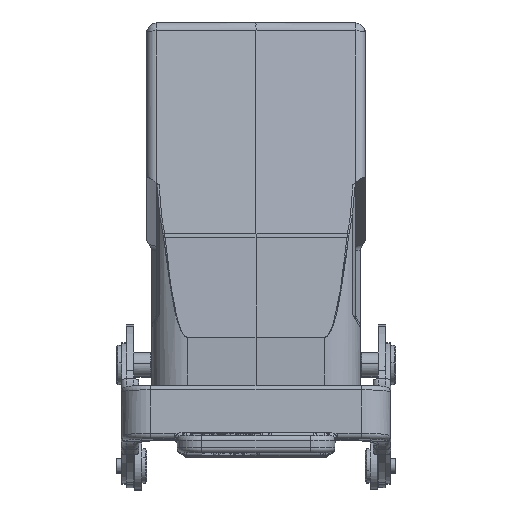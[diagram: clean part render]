
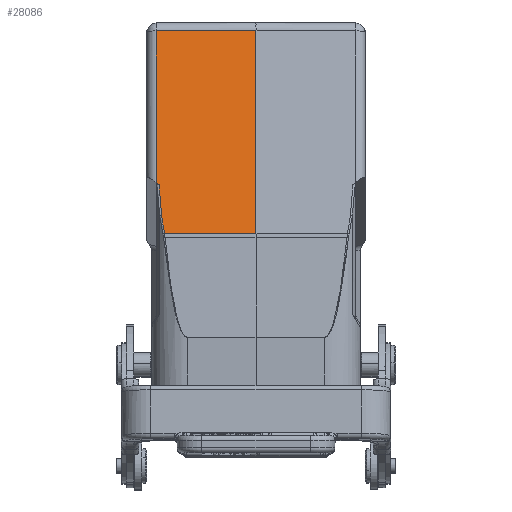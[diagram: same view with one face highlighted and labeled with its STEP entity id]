
A CAD part, top view. The second image highlights one B-rep face of the part: STEP entity #28086.
In plain terms, the highlighted planar face has unit normal (-0.009, 0.174, 0.985).
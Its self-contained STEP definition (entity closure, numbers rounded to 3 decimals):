
#29=CARTESIAN_POINT('',(-20.517,-11.704,56.062));
#37=DIRECTION('',(0.,-0.985,0.174));
#38=VECTOR('',#37,31.771);
#39=CARTESIAN_POINT('',(-20.517,19.584,50.546));
#40=LINE('',#39,#38);
#63=CARTESIAN_POINT('',(-19.449,-18.497,57.27));
#64=CARTESIAN_POINT('',(-19.749,-16.402,56.898));
#65=CARTESIAN_POINT('',(-19.895,-14.285,56.523));
#66=CARTESIAN_POINT('',(-19.963,-12.168,56.149));
#68=DIRECTION('',(-0.762,0.637,-0.119));
#69=VECTOR('',#68,0.727);
#70=CARTESIAN_POINT('',(-19.963,-12.168,56.149));
#71=LINE('',#70,#69);
#72=DIRECTION('',(1.,0.009,0.007));
#73=VECTOR('',#72,20.519);
#74=CARTESIAN_POINT('',(-20.517,19.584,50.546));
#75=LINE('',#74,#73);
#76=CARTESIAN_POINT('',(-18.848,-22.177,57.924));
#77=CARTESIAN_POINT('',(-19.075,-20.955,57.706));
#78=CARTESIAN_POINT('',(-19.272,-19.728,57.488));
#79=CARTESIAN_POINT('',(-19.449,-18.497,57.27));
#114=DIRECTION('',(1.,0.001,0.009));
#115=VECTOR('',#114,18.848);
#116=CARTESIAN_POINT('',(-18.848,-22.177,57.924));
#117=LINE('',#116,#115);
#160=DIRECTION('',(0.,0.985,-0.174));
#161=VECTOR('',#160,42.562);
#162=CARTESIAN_POINT('',(0.,-22.152,
58.087));
#163=LINE('',#162,#161);
#22607=VERTEX_POINT('',#29);
#22608=CARTESIAN_POINT('',(-20.517,19.584,
50.546));
#22609=VERTEX_POINT('',#22608);
#22610=CARTESIAN_POINT('',(-19.963,-12.168,
56.149));
#22611=VERTEX_POINT('',#22610);
#22618=VERTEX_POINT('',#63);
#22619=CARTESIAN_POINT('',(0.,19.763,
50.696));
#22620=VERTEX_POINT('',#22619);
#22621=CARTESIAN_POINT('',(0.,-22.152,
58.087));
#22622=VERTEX_POINT('',#22621);
#22623=CARTESIAN_POINT('',(-18.848,-22.177,
57.924));
#22624=VERTEX_POINT('',#22623);
#28067=CARTESIAN_POINT('',(0.,21.415,50.404));
#28068=DIRECTION('',(-0.009,0.174,0.985));
#28069=DIRECTION('',(0.,-0.985,0.174));
#28070=AXIS2_PLACEMENT_3D('',#28067,#28068,#28069);
#28071=PLANE('',#28070);
#28073=ORIENTED_EDGE('',*,*,#28072,.T.);
#28074=ORIENTED_EDGE('',*,*,#28050,.T.);
#28075=ORIENTED_EDGE('',*,*,#28040,.F.);
#28077=ORIENTED_EDGE('',*,*,#28076,.T.);
#28079=ORIENTED_EDGE('',*,*,#28078,.F.);
#28081=ORIENTED_EDGE('',*,*,#28080,.F.);
#28083=ORIENTED_EDGE('',*,*,#28082,.T.);
#28084=EDGE_LOOP('',(#28073,#28074,#28075,#28077,#28079,#28081,#28083));
#28085=FACE_OUTER_BOUND('',#28084,.F.);
#28086=ADVANCED_FACE('',(#28085),#28071,.T.);
#67=B_SPLINE_CURVE_WITH_KNOTS('',3,(#63,#64,#65,#66),.UNSPECIFIED.,.F.,.F.,(4,
4),(0.,1.),.UNSPECIFIED.);
#80=B_SPLINE_CURVE_WITH_KNOTS('',3,(#76,#77,#78,#79),.UNSPECIFIED.,.F.,.F.,(4,
4),(0.,1.),.UNSPECIFIED.);
#28040=EDGE_CURVE('',#22609,#22607,#40,.T.);
#28050=EDGE_CURVE('',#22611,#22607,#71,.T.);
#28072=EDGE_CURVE('',#22618,#22611,#67,.T.);
#28076=EDGE_CURVE('',#22609,#22620,#75,.T.);
#28078=EDGE_CURVE('',#22622,#22620,#163,.T.);
#28080=EDGE_CURVE('',#22624,#22622,#117,.T.);
#28082=EDGE_CURVE('',#22624,#22618,#80,.T.);
